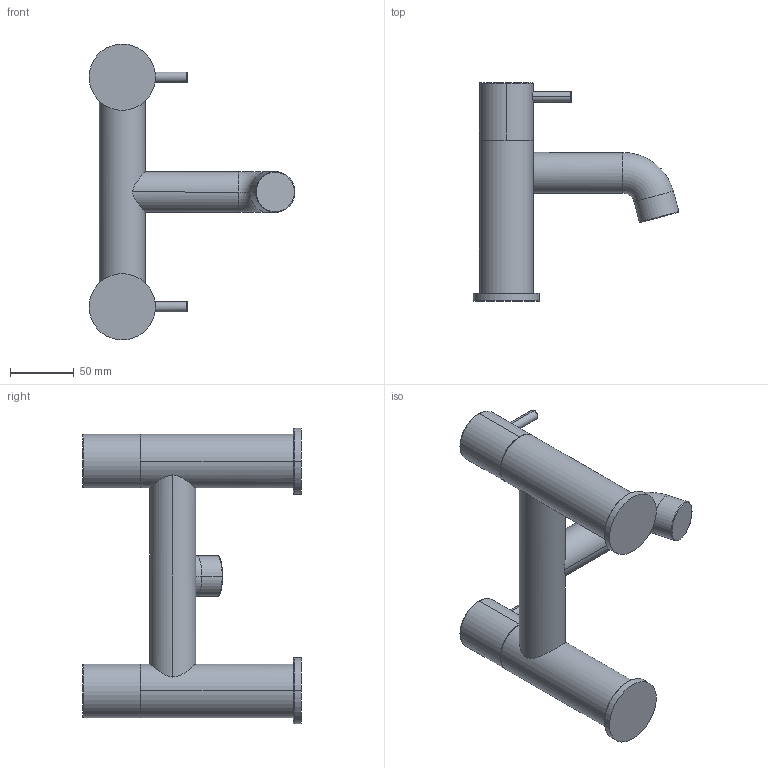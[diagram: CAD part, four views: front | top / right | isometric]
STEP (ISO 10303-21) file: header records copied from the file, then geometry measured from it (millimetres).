
FILE_DESCRIPTION((''),'2;1');
FILE_NAME('223','2020-03-28T20:44:04',('miqia'),(''),'CREO PARAMETRIC BY PTC INC, 2019224','CREO PARAMETRIC BY PTC INC, 2019224','');
FILE_SCHEMA(('CONFIG_CONTROL_DESIGN'));
Length unit declared in the file: millimetre
Products named in the file (1): 223
Bounding box: 161.34 x 171 x 232 mm (x, y, z)
Volume: 731266.9 mm3; surface area: 82539.4 mm2
Topology: 1 solids, 1 shells, 53 faces, 107 edges, 64 vertices
Faces by surface type: cylinder 22, torus 20, plane 11
Entity records: 1605 total; most frequent: CARTESIAN_POINT 418, DIRECTION 273, ORIENTED_EDGE 214, AXIS2_PLACEMENT_3D 125, EDGE_CURVE 107, CIRCLE 72, VERTEX_POINT 64, EDGE_LOOP 61
